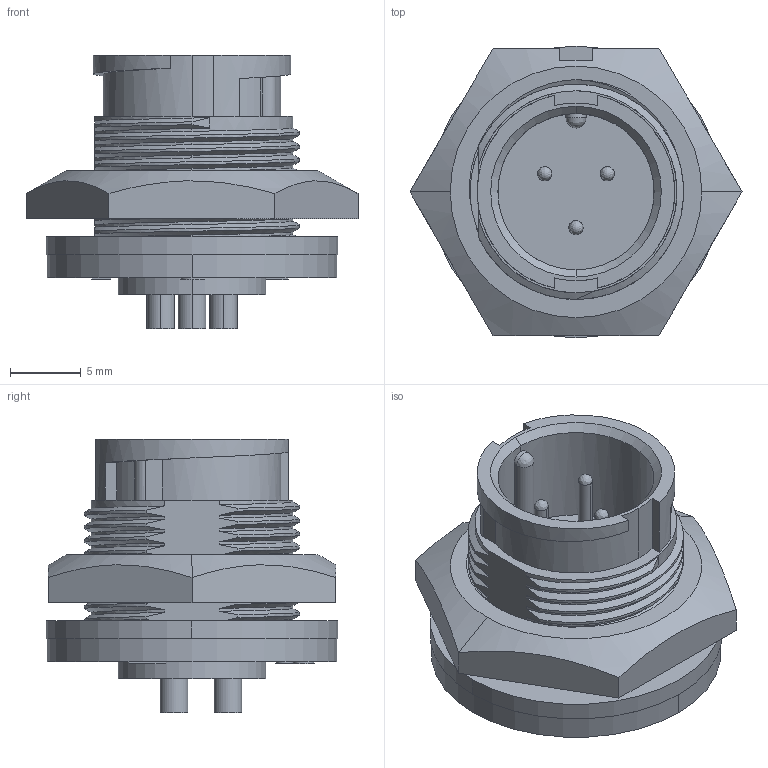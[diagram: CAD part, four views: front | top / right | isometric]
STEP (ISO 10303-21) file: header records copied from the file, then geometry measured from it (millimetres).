
FILE_DESCRIPTION (( 'STEP AP203' ), '1' );
FILE_NAME ('7280-3PG-300.STEP', '2013-06-24T18:54:15', ( 'J0FPBF1' ), ( '' ), 'SwSTEP 2.0', 'SolidWorks 2012', '' );
FILE_SCHEMA (( 'CONFIG_CONTROL_DESIGN' ));
Length unit declared in the file: inch
Products named in the file (1): 7280-3PG-300
Bounding box: 23.46 x 20.62 x 19.34 mm (x, y, z)
Volume: 2897.4 mm3; surface area: 2870.6 mm2
Topology: 2 solids, 2 shells, 206 faces, 563 edges, 374 vertices
Faces by surface type: cylinder 80, plane 65, bspline 57, cone 4
Entity records: 14180 total; most frequent: CARTESIAN_POINT 9571, ORIENTED_EDGE 1122, DIRECTION 697, EDGE_CURVE 561, VERTEX_POINT 374, LINE 257, VECTOR 257, EDGE_LOOP 223
